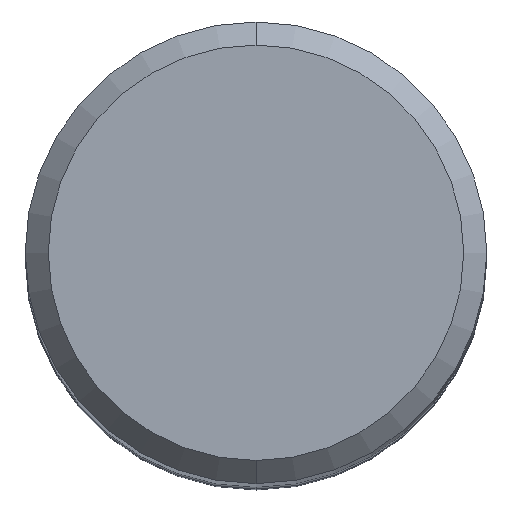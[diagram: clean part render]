
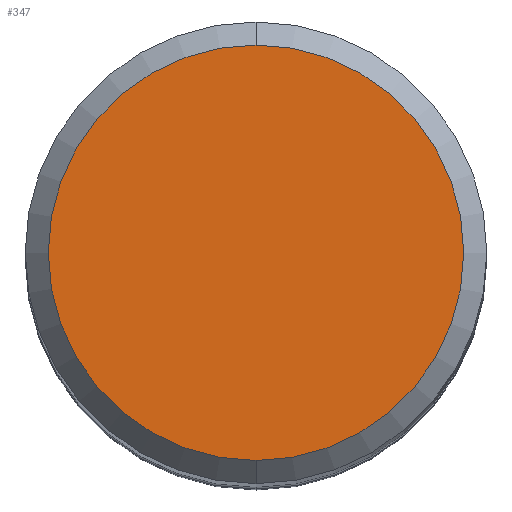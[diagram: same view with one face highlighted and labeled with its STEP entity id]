
A CAD part, top view. The second image highlights one B-rep face of the part: STEP entity #347.
In plain terms, the highlighted planar face has unit normal (0, 0, 1).
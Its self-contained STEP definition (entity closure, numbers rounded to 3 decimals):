
#291=EDGE_CURVE('',#337,#515,#684,.T.);
#337=VERTEX_POINT('',#738);
#347=ADVANCED_FACE('',(#748),#749,.T.);
#411=EDGE_CURVE('',#515,#337,#821,.T.);
#515=VERTEX_POINT('',#934);
#684=CIRCLE('',#1166,3.6);
#738=CARTESIAN_POINT('',(0.0,3.6,0.));
#748=FACE_OUTER_BOUND('',#1277,.T.);
#749=PLANE('',#1278);
#821=CIRCLE('',#1428,3.6);
#934=CARTESIAN_POINT('',(0.,-3.6,0.));
#1166=AXIS2_PLACEMENT_3D('',#1860,#1861,#1862);
#1277=EDGE_LOOP('',(#1941,#1942));
#1278=AXIS2_PLACEMENT_3D('',#1943,#1944,#1945);
#1428=AXIS2_PLACEMENT_3D('',#2022,#2023,#2024);
#1860=CARTESIAN_POINT('',(0.0,0.0,0.));
#1861=DIRECTION('',(0.0,0.0,-1.0));
#1862=DIRECTION('',(0.0,1.0,0.0));
#1941=ORIENTED_EDGE('',*,*,#291,.F.);
#1942=ORIENTED_EDGE('',*,*,#411,.F.);
#1943=CARTESIAN_POINT('',(0.0,1.8,0.));
#1944=DIRECTION('',(-0.0,0.0,1.0));
#1945=DIRECTION('',(0.0,-1.0,0.0));
#2022=CARTESIAN_POINT('',(0.0,0.0,0.));
#2023=DIRECTION('',(0.0,0.0,-1.0));
#2024=DIRECTION('',(0.0,1.0,0.0));
